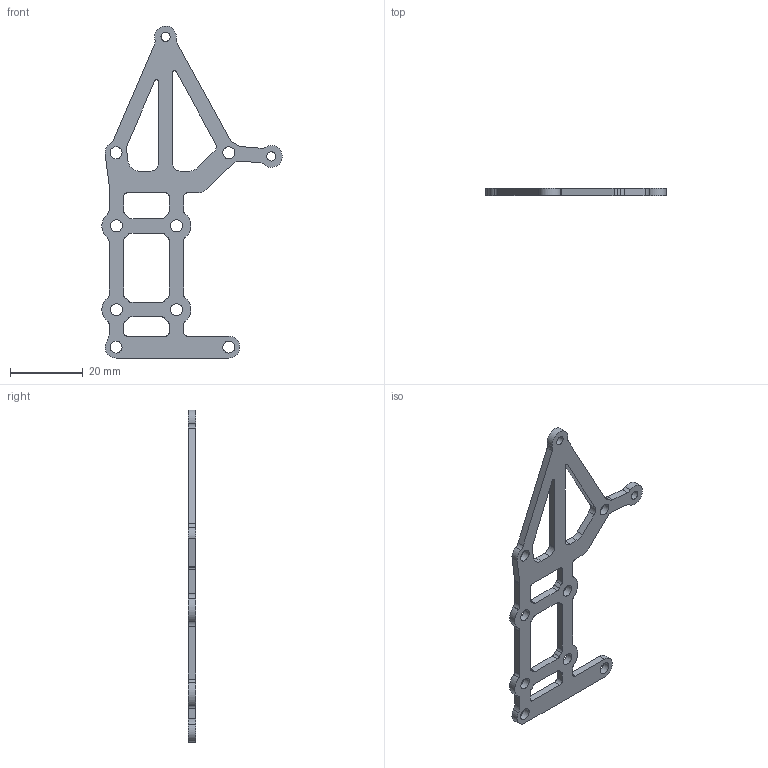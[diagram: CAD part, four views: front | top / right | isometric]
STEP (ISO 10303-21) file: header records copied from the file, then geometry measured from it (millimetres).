
FILE_DESCRIPTION(/* description */ (''),/* implementation_level */ '2;1');
FILE_NAME(/* name */ 'EXTRTUDER BRACKET SHEET v1.step',/* time_stamp */ '2025-07-17T03:00:00-04:00',/* author */ (''),/* organization */ (''),/* preprocessor_version */ 'ST-DEVELOPER v20.1',/* originating_system */ 'Autodesk Translation Framework v14.10.0.0',/* authorisation */ '');
FILE_SCHEMA (('AUTOMOTIVE_DESIGN { 1 0 10303 214 3 1 1 }'));
Length unit declared in the file: millimetre
Products named in the file (1): EXTRTUDER BRACKET SHEET
Bounding box: 49.54 x 2 x 91.19 mm (x, y, z)
Volume: 2649.8 mm3; surface area: 3912.5 mm2
Topology: 1 solids, 1 shells, 117 faces, 345 edges, 230 vertices
Faces by surface type: cylinder 80, plane 37
Full cylindrical faces by diameter (mm): 2.5 x2, 3.3 x8
Entity records: 4061 total; most frequent: DIRECTION 741, CARTESIAN_POINT 693, ORIENTED_EDGE 690, EDGE_CURVE 345, AXIS2_PLACEMENT_3D 278, VERTEX_POINT 230, LINE 185, VECTOR 185
